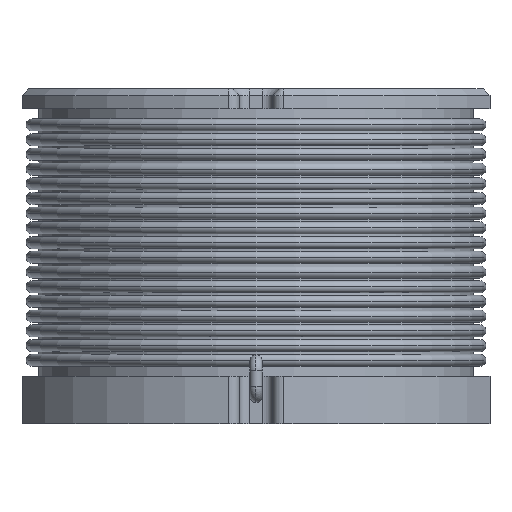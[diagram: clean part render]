
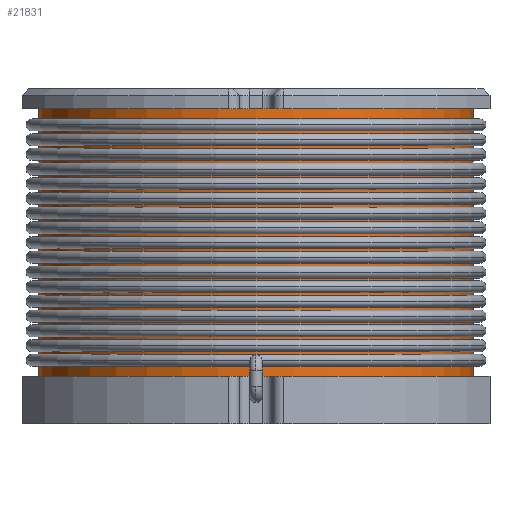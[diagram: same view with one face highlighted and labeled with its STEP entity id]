
A CAD part, front view. The second image highlights one B-rep face of the part: STEP entity #21831.
In plain terms, the highlighted cylindrical face has radius 3.25 mm (diameter 6.5 mm), a partial arc.
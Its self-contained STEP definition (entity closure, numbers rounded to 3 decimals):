
#1542 = DIRECTION ( 'NONE',  ( -1., 0., 0. ) ) ;
#2642 = VECTOR ( 'NONE', #11243, 1000. ) ;
#3087 = DIRECTION ( 'NONE',  ( 0., 0., -1. ) ) ;
#3704 = DIRECTION ( 'NONE',  ( 0., 0., 1. ) ) ;
#3910 = VERTEX_POINT ( 'NONE', #17510 ) ;
#4266 = CARTESIAN_POINT ( 'NONE',  ( 3.25, 0., 0.7 ) ) ;
#4806 = LINE ( 'NONE', #9335, #2642 ) ;
#5098 = EDGE_CURVE ( 'NONE', #17814, #3910, #12739, .T. ) ;
#5450 = VECTOR ( 'NONE', #24480, 1000. ) ;
#5680 = EDGE_LOOP ( 'NONE', ( #15933, #11104, #16831, #19984 ) ) ;
#7342 = AXIS2_PLACEMENT_3D ( 'NONE', #11038, #18792, #14736 ) ;
#7377 = AXIS2_PLACEMENT_3D ( 'NONE', #7416, #3704, #23040 ) ;
#7416 = CARTESIAN_POINT ( 'NONE',  ( 0., 0., 4.7 ) ) ;
#9335 = CARTESIAN_POINT ( 'NONE',  ( 3.25, 0., 4.7 ) ) ;
#11038 = CARTESIAN_POINT ( 'NONE',  ( 0., 0., 0.7 ) ) ;
#11103 = EDGE_CURVE ( 'NONE', #19610, #16786, #4806, .T. ) ;
#11104 = ORIENTED_EDGE ( 'NONE', *, *, #19995, .F. ) ;
#11243 = DIRECTION ( 'NONE',  ( 0., 0., -1. ) ) ;
#12071 = CIRCLE ( 'NONE', #7342, 3.25 ) ;
#12232 = CARTESIAN_POINT ( 'NONE',  ( -3.25, 0., 4.7 ) ) ;
#12739 = LINE ( 'NONE', #12988, #5450 ) ;
#12988 = CARTESIAN_POINT ( 'NONE',  ( -3.25, 0., 4.7 ) ) ;
#14667 = CARTESIAN_POINT ( 'NONE',  ( 0., 0., 4.7 ) ) ;
#14736 = DIRECTION ( 'NONE',  ( 1., 0., 0. ) ) ;
#15933 = ORIENTED_EDGE ( 'NONE', *, *, #11103, .F. ) ;
#16325 = CYLINDRICAL_SURFACE ( 'NONE', #21054, 3.25 ) ;
#16786 = VERTEX_POINT ( 'NONE', #4266 ) ;
#16831 = ORIENTED_EDGE ( 'NONE', *, *, #5098, .T. ) ;
#17510 = CARTESIAN_POINT ( 'NONE',  ( -3.25, 0., 0.7 ) ) ;
#17814 = VERTEX_POINT ( 'NONE', #12232 ) ;
#18739 = CARTESIAN_POINT ( 'NONE',  ( 3.25, 0., 4.7 ) ) ;
#18792 = DIRECTION ( 'NONE',  ( 0., 0., 1. ) ) ;
#19023 = EDGE_CURVE ( 'NONE', #3910, #16786, #12071, .T. ) ;
#19610 = VERTEX_POINT ( 'NONE', #18739 ) ;
#19984 = ORIENTED_EDGE ( 'NONE', *, *, #19023, .T. ) ;
#19995 = EDGE_CURVE ( 'NONE', #17814, #19610, #21596, .T. ) ;
#21054 = AXIS2_PLACEMENT_3D ( 'NONE', #14667, #3087, #1542 ) ;
#21596 = CIRCLE ( 'NONE', #7377, 3.25 ) ;
#21831 = ADVANCED_FACE ( 'NONE', ( #22182 ), #16325, .T. ) ;
#22182 = FACE_OUTER_BOUND ( 'NONE', #5680, .T. ) ;
#23040 = DIRECTION ( 'NONE',  ( 1., 0., 0. ) ) ;
#24480 = DIRECTION ( 'NONE',  ( 0., 0., -1. ) ) ;
